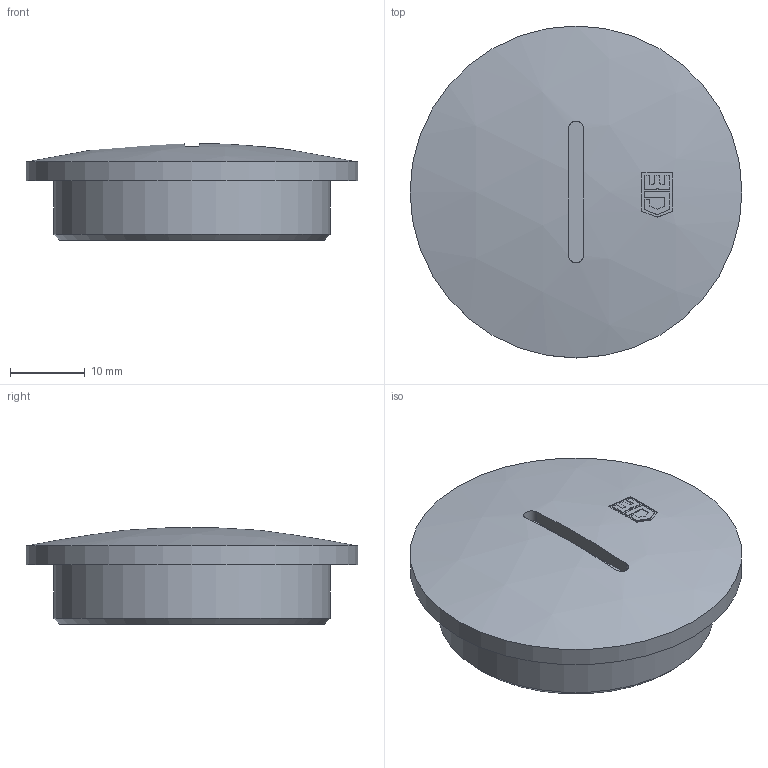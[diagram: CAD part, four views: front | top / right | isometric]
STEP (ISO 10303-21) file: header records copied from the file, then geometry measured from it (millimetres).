
FILE_DESCRIPTION(/* description */ ('STEP AP203'),/* implementation_level */ '2;1');
FILE_NAME(/* name */ '52010600_BL 29.stp',/* time_stamp */ '2016-01-04T11:29:22+01:00',/* author */ ('arempel'),/* organization */ (''),/* preprocessor_version */ 'ST-DEVELOPER v16.1',/* originating_system */ 'Autodesk Inventor 2016',/* authorisation */ '');
FILE_SCHEMA (('AUTOMOTIVE_DESIGN { 1 0 10303 214 3 1 1 }'));
Length unit declared in the file: millimetre
Products named in the file (1): BL 29_3Dsym
Bounding box: 44.5 x 44.5 x 12.95 mm (x, y, z)
Volume: 7321.7 mm3; surface area: 5323.9 mm2
Topology: 1 solids, 1 shells, 50 faces, 126 edges, 84 vertices
Faces by surface type: plane 40, cylinder 5, sphere 4, cone 1
Full cylindrical faces by diameter (mm): 31.5 x1, 37 x1, 44.5 x1
Entity records: 1574 total; most frequent: DIRECTION 300, CARTESIAN_POINT 289, ORIENTED_EDGE 242, AXIS2_PLACEMENT_3D 130, EDGE_CURVE 121, VERTEX_POINT 83, CIRCLE 79, EDGE_LOOP 60
